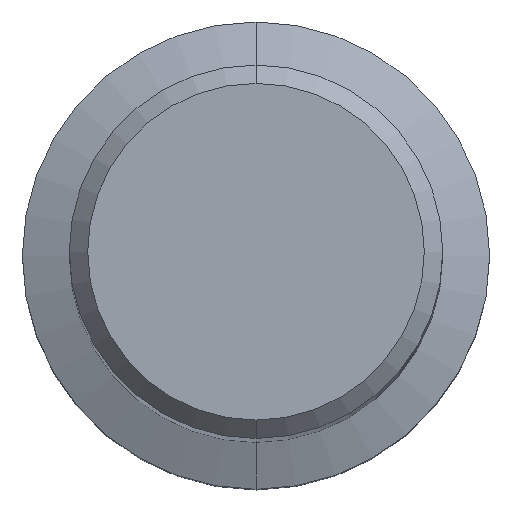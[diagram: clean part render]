
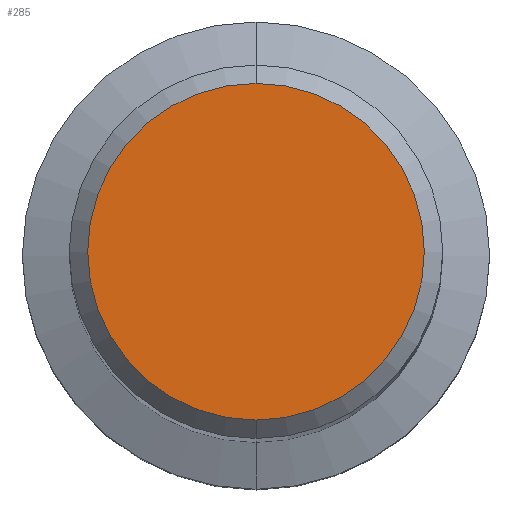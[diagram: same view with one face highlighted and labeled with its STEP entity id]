
A CAD part, top view. The second image highlights one B-rep face of the part: STEP entity #285.
In plain terms, the highlighted planar face has unit normal (0, 0, 1).
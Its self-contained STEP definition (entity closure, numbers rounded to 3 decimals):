
#155=VERTEX_POINT('',#356);
#171=EDGE_CURVE('',#155,#261,#375,.T.);
#175=EDGE_CURVE('',#261,#155,#380,.T.);
#261=VERTEX_POINT('',#476);
#285=ADVANCED_FACE('',(#506),#507,.T.);
#356=CARTESIAN_POINT('',(0.,-9.15,0.0));
#375=CIRCLE('',#602,9.15);
#380=CIRCLE('',#608,9.15);
#476=CARTESIAN_POINT('',(0.0,9.15,0.0));
#506=FACE_OUTER_BOUND('',#771,.T.);
#507=PLANE('',#772);
#602=AXIS2_PLACEMENT_3D('',#851,#852,#853);
#608=AXIS2_PLACEMENT_3D('',#862,#863,#864);
#771=EDGE_LOOP('',(#1041,#1042));
#772=AXIS2_PLACEMENT_3D('',#1043,#1044,#1045);
#851=CARTESIAN_POINT('',(0.0,0.0,0.0));
#852=DIRECTION('',(0.0,0.0,-1.0));
#853=DIRECTION('',(0.0,1.0,0.0));
#862=CARTESIAN_POINT('',(0.0,0.0,0.0));
#863=DIRECTION('',(0.0,0.0,-1.0));
#864=DIRECTION('',(0.0,1.0,0.0));
#1041=ORIENTED_EDGE('',*,*,#175,.F.);
#1042=ORIENTED_EDGE('',*,*,#171,.F.);
#1043=CARTESIAN_POINT('',(0.0,4.575,0.0));
#1044=DIRECTION('',(-0.0,0.0,1.0));
#1045=DIRECTION('',(0.0,-1.0,0.0));
